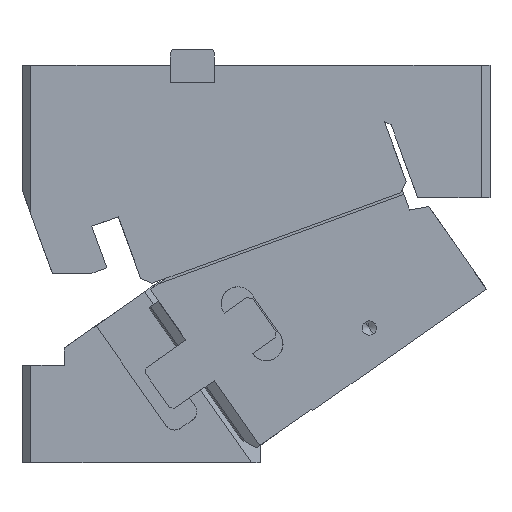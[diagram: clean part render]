
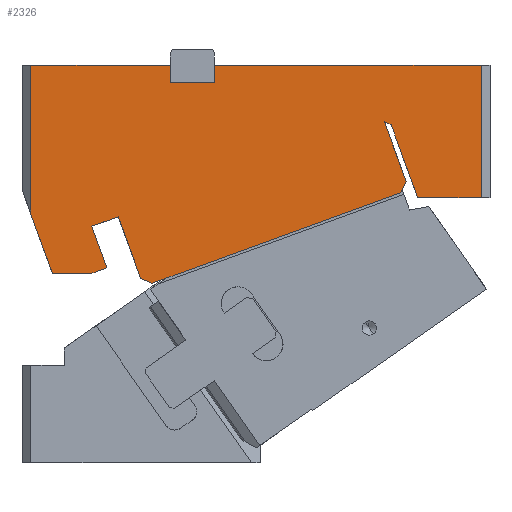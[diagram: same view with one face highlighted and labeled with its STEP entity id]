
A CAD part, front view. The second image highlights one B-rep face of the part: STEP entity #2326.
In plain terms, the highlighted planar face has unit normal (0, -1, 0).
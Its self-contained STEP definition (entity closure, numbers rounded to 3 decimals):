
#1563=CARTESIAN_POINT('Vertex',(-210.,-42.5,90.771)) ;
#1566=CARTESIAN_POINT('Line Origine',(-210.,-42.5,132.886)) ;
#1570=CARTESIAN_POINT('Vertex',(-210.,-42.5,175.)) ;
#1731=CARTESIAN_POINT('Vertex',(-197.708,-42.5,57.)) ;
#1734=CARTESIAN_POINT('Line Origine',(-203.854,-42.5,73.886)) ;
#1959=CARTESIAN_POINT('Vertex',(-176.005,-42.5,57.)) ;
#1962=CARTESIAN_POINT('Line Origine',(-186.857,-42.5,57.)) ;
#2057=CARTESIAN_POINT('Vertex',(-175.529,-42.5,83.778)) ;
#2060=CARTESIAN_POINT('Line Origine',(-171.254,-42.5,72.032)) ;
#2064=CARTESIAN_POINT('Vertex',(-166.979,-42.5,60.285)) ;
#2129=CARTESIAN_POINT('Vertex',(-141.431,-42.5,51.493)) ;
#2132=CARTESIAN_POINT('Line Origine',(-144.635,-42.5,52.987)) ;
#2136=CARTESIAN_POINT('Vertex',(-147.839,-42.5,54.481)) ;
#2152=CARTESIAN_POINT('Line Origine',(-70.954,-42.5,77.145)) ;
#2156=CARTESIAN_POINT('Vertex',(-0.477,-42.5,102.796)) ;
#2198=CARTESIAN_POINT('Vertex',(2.511,-42.5,109.205)) ;
#2201=CARTESIAN_POINT('Line Origine',(1.017,-42.5,106.)) ;
#2214=CARTESIAN_POINT('Axis2P3D Location',(-215.,-42.5,175.)) ;
#2219=CARTESIAN_POINT('Line Origine',(-106.,-42.5,170.)) ;
#2223=CARTESIAN_POINT('Vertex',(-106.,-42.5,165.)) ;
#2225=CARTESIAN_POINT('Vertex',(-106.,-42.5,175.)) ;
#2228=CARTESIAN_POINT('Line Origine',(-118.5,-42.5,165.)) ;
#2232=CARTESIAN_POINT('Vertex',(-131.,-42.5,165.)) ;
#2235=CARTESIAN_POINT('Line Origine',(-131.,-42.5,170.)) ;
#2239=CARTESIAN_POINT('Vertex',(-131.,-42.5,175.)) ;
#2242=CARTESIAN_POINT('Line Origine',(-170.5,-42.5,175.)) ;
#2247=CARTESIAN_POINT('Line Origine',(-171.492,-42.5,58.643)) ;
#2252=CARTESIAN_POINT('Line Origine',(-168.012,-42.5,86.514)) ;
#2256=CARTESIAN_POINT('Vertex',(-160.494,-42.5,89.25)) ;
#2259=CARTESIAN_POINT('Line Origine',(-154.167,-42.5,71.866)) ;
#2264=CARTESIAN_POINT('Line Origine',(-3.645,-42.5,126.119)) ;
#2268=CARTESIAN_POINT('Vertex',(-9.801,-42.5,143.034)) ;
#2271=CARTESIAN_POINT('Line Origine',(-7.879,-42.5,142.137)) ;
#2275=CARTESIAN_POINT('Vertex',(-5.956,-42.5,141.241)) ;
#2278=CARTESIAN_POINT('Line Origine',(1.549,-42.5,120.62)) ;
#2282=CARTESIAN_POINT('Vertex',(9.054,-42.5,100.)) ;
#2285=CARTESIAN_POINT('Line Origine',(27.027,-42.5,100.)) ;
#2289=CARTESIAN_POINT('Vertex',(45.,-42.5,100.)) ;
#2292=CARTESIAN_POINT('Line Origine',(45.,-42.5,137.5)) ;
#2296=CARTESIAN_POINT('Vertex',(45.,-42.5,175.)) ;
#2299=CARTESIAN_POINT('Line Origine',(-30.5,-42.5,175.)) ;
#1567=DIRECTION('Vector Direction',(0.,0.,-1.)) ;
#1735=DIRECTION('Vector Direction',(-0.342,0.,0.94)) ;
#1963=DIRECTION('Vector Direction',(1.,0.,0.)) ;
#2061=DIRECTION('Vector Direction',(-0.342,0.,0.94)) ;
#2133=DIRECTION('Vector Direction',(0.906,0.,-0.423)) ;
#2153=DIRECTION('Vector Direction',(0.94,0.,0.342)) ;
#2202=DIRECTION('Vector Direction',(0.423,0.,0.906)) ;
#2215=DIRECTION('Axis2P3D Direction',(0.,-1.,0.)) ;
#2216=DIRECTION('Axis2P3D XDirection',(1.,0.,0.)) ;
#2220=DIRECTION('Vector Direction',(0.,0.,1.)) ;
#2229=DIRECTION('Vector Direction',(1.,0.,0.)) ;
#2236=DIRECTION('Vector Direction',(0.,0.,1.)) ;
#2243=DIRECTION('Vector Direction',(-1.,0.,0.)) ;
#2248=DIRECTION('Vector Direction',(-0.94,0.,-0.342)) ;
#2253=DIRECTION('Vector Direction',(0.94,0.,0.342)) ;
#2260=DIRECTION('Vector Direction',(-0.342,0.,0.94)) ;
#2265=DIRECTION('Vector Direction',(-0.342,0.,0.94)) ;
#2272=DIRECTION('Vector Direction',(0.906,0.,-0.423)) ;
#2279=DIRECTION('Vector Direction',(0.342,0.,-0.94)) ;
#2286=DIRECTION('Vector Direction',(1.,0.,0.)) ;
#2293=DIRECTION('Vector Direction',(0.,0.,1.)) ;
#2300=DIRECTION('Vector Direction',(-1.,0.,0.)) ;
#2217=AXIS2_PLACEMENT_3D('Plane Axis2P3D',#2214,#2215,#2216) ;
#2305=ORIENTED_EDGE('',*,*,#2227,.F.) ;
#2306=ORIENTED_EDGE('',*,*,#2234,.F.) ;
#2307=ORIENTED_EDGE('',*,*,#2241,.T.) ;
#2308=ORIENTED_EDGE('',*,*,#2246,.T.) ;
#2309=ORIENTED_EDGE('',*,*,#1572,.T.) ;
#2310=ORIENTED_EDGE('',*,*,#1738,.F.) ;
#2311=ORIENTED_EDGE('',*,*,#1966,.F.) ;
#2312=ORIENTED_EDGE('',*,*,#2251,.F.) ;
#2313=ORIENTED_EDGE('',*,*,#2066,.T.) ;
#2314=ORIENTED_EDGE('',*,*,#2258,.T.) ;
#2315=ORIENTED_EDGE('',*,*,#2263,.F.) ;
#2316=ORIENTED_EDGE('',*,*,#2138,.T.) ;
#2317=ORIENTED_EDGE('',*,*,#2158,.T.) ;
#2318=ORIENTED_EDGE('',*,*,#2205,.T.) ;
#2319=ORIENTED_EDGE('',*,*,#2270,.F.) ;
#2320=ORIENTED_EDGE('',*,*,#2277,.T.) ;
#2321=ORIENTED_EDGE('',*,*,#2284,.T.) ;
#2322=ORIENTED_EDGE('',*,*,#2291,.T.) ;
#2323=ORIENTED_EDGE('',*,*,#2298,.T.) ;
#2324=ORIENTED_EDGE('',*,*,#2303,.T.) ;
#1568=VECTOR('Line Direction',#1567,1.) ;
#1736=VECTOR('Line Direction',#1735,1.) ;
#1964=VECTOR('Line Direction',#1963,1.) ;
#2062=VECTOR('Line Direction',#2061,1.) ;
#2134=VECTOR('Line Direction',#2133,1.) ;
#2154=VECTOR('Line Direction',#2153,1.) ;
#2203=VECTOR('Line Direction',#2202,1.) ;
#2221=VECTOR('Line Direction',#2220,1.) ;
#2230=VECTOR('Line Direction',#2229,1.) ;
#2237=VECTOR('Line Direction',#2236,1.) ;
#2244=VECTOR('Line Direction',#2243,1.) ;
#2249=VECTOR('Line Direction',#2248,1.) ;
#2254=VECTOR('Line Direction',#2253,1.) ;
#2261=VECTOR('Line Direction',#2260,1.) ;
#2266=VECTOR('Line Direction',#2265,1.) ;
#2273=VECTOR('Line Direction',#2272,1.) ;
#2280=VECTOR('Line Direction',#2279,1.) ;
#2287=VECTOR('Line Direction',#2286,1.) ;
#2294=VECTOR('Line Direction',#2293,1.) ;
#2301=VECTOR('Line Direction',#2300,1.) ;
#2326=ADVANCED_FACE('CAM HOLDER',(#2325),#2218,.T.) ;
#1572=EDGE_CURVE('',#1571,#1564,#1569,.T.) ;
#1738=EDGE_CURVE('',#1732,#1564,#1737,.T.) ;
#1966=EDGE_CURVE('',#1960,#1732,#1965,.F.) ;
#2066=EDGE_CURVE('',#2065,#2058,#2063,.T.) ;
#2138=EDGE_CURVE('',#2137,#2130,#2135,.T.) ;
#2158=EDGE_CURVE('',#2130,#2157,#2155,.T.) ;
#2205=EDGE_CURVE('',#2157,#2199,#2204,.T.) ;
#2227=EDGE_CURVE('',#2224,#2226,#2222,.T.) ;
#2234=EDGE_CURVE('',#2233,#2224,#2231,.T.) ;
#2241=EDGE_CURVE('',#2233,#2240,#2238,.T.) ;
#2246=EDGE_CURVE('',#2240,#1571,#2245,.T.) ;
#2251=EDGE_CURVE('',#2065,#1960,#2250,.T.) ;
#2258=EDGE_CURVE('',#2058,#2257,#2255,.T.) ;
#2263=EDGE_CURVE('',#2137,#2257,#2262,.T.) ;
#2270=EDGE_CURVE('',#2269,#2199,#2267,.F.) ;
#2277=EDGE_CURVE('',#2269,#2276,#2274,.T.) ;
#2284=EDGE_CURVE('',#2276,#2283,#2281,.T.) ;
#2291=EDGE_CURVE('',#2283,#2290,#2288,.T.) ;
#2298=EDGE_CURVE('',#2290,#2297,#2295,.T.) ;
#2303=EDGE_CURVE('',#2297,#2226,#2302,.T.) ;
#2304=EDGE_LOOP('',(#2305,#2306,#2307,#2308,#2309,#2310,#2311,#2312,#2313,#2314,#2315,#2316,#2317,#2318,#2319,#2320,#2321,#2322,#2323,#2324)) ;
#2325=FACE_OUTER_BOUND('',#2304,.T.) ;
#1569=LINE('Line',#1566,#1568) ;
#1737=LINE('Line',#1734,#1736) ;
#1965=LINE('Line',#1962,#1964) ;
#2063=LINE('Line',#2060,#2062) ;
#2135=LINE('Line',#2132,#2134) ;
#2155=LINE('Line',#2152,#2154) ;
#2204=LINE('Line',#2201,#2203) ;
#2222=LINE('Line',#2219,#2221) ;
#2231=LINE('Line',#2228,#2230) ;
#2238=LINE('Line',#2235,#2237) ;
#2245=LINE('Line',#2242,#2244) ;
#2250=LINE('Line',#2247,#2249) ;
#2255=LINE('Line',#2252,#2254) ;
#2262=LINE('Line',#2259,#2261) ;
#2267=LINE('Line',#2264,#2266) ;
#2274=LINE('Line',#2271,#2273) ;
#2281=LINE('Line',#2278,#2280) ;
#2288=LINE('Line',#2285,#2287) ;
#2295=LINE('Line',#2292,#2294) ;
#2302=LINE('Line',#2299,#2301) ;
#2218=PLANE('Plane',#2217) ;
#1564=VERTEX_POINT('',#1563) ;
#1571=VERTEX_POINT('',#1570) ;
#1732=VERTEX_POINT('',#1731) ;
#1960=VERTEX_POINT('',#1959) ;
#2058=VERTEX_POINT('',#2057) ;
#2065=VERTEX_POINT('',#2064) ;
#2130=VERTEX_POINT('',#2129) ;
#2137=VERTEX_POINT('',#2136) ;
#2157=VERTEX_POINT('',#2156) ;
#2199=VERTEX_POINT('',#2198) ;
#2224=VERTEX_POINT('',#2223) ;
#2226=VERTEX_POINT('',#2225) ;
#2233=VERTEX_POINT('',#2232) ;
#2240=VERTEX_POINT('',#2239) ;
#2257=VERTEX_POINT('',#2256) ;
#2269=VERTEX_POINT('',#2268) ;
#2276=VERTEX_POINT('',#2275) ;
#2283=VERTEX_POINT('',#2282) ;
#2290=VERTEX_POINT('',#2289) ;
#2297=VERTEX_POINT('',#2296) ;
